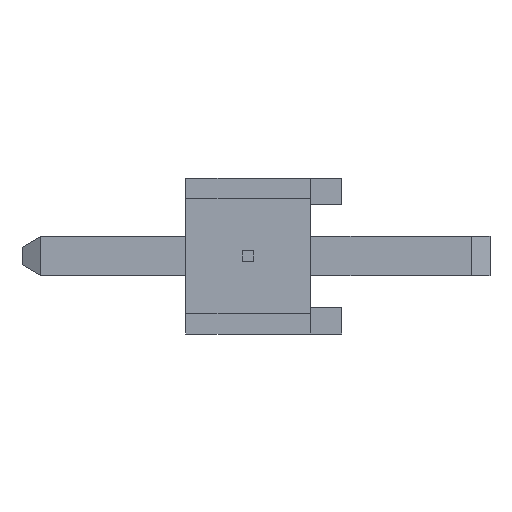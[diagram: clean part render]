
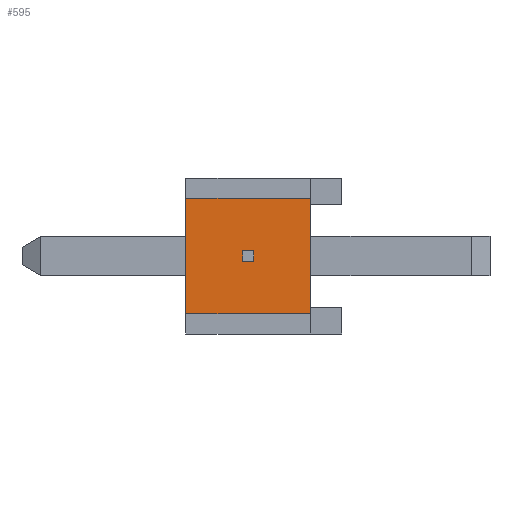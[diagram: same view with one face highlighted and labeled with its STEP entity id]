
A CAD part, left-side view. The second image highlights one B-rep face of the part: STEP entity #595.
In plain terms, the highlighted planar face has unit normal (-1, 0, 0).
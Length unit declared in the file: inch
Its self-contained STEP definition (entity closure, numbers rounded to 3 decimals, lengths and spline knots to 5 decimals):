
#595 = ADVANCED_FACE( '', ( #1221, #1222 ), #1223, .F. );
#1221 = FACE_BOUND( '', #1873, .T. );
#1222 = FACE_OUTER_BOUND( '', #1874, .T. );
#1223 = PLANE( '', #1875 );
#1873 = EDGE_LOOP( '', ( #3491, #3492, #3493, #3494 ) );
#1874 = EDGE_LOOP( '', ( #3495, #3496, #3497, #3498 ) );
#1875 = AXIS2_PLACEMENT_3D( '', #3499, #3500, #3501 );
#3491 = ORIENTED_EDGE( '', *, *, #4526, .F. );
#3492 = ORIENTED_EDGE( '', *, *, #4567, .F. );
#3493 = ORIENTED_EDGE( '', *, *, #4571, .F. );
#3494 = ORIENTED_EDGE( '', *, *, #4572, .F. );
#3495 = ORIENTED_EDGE( '', *, *, #4182, .F. );
#3496 = ORIENTED_EDGE( '', *, *, #4573, .F. );
#3497 = ORIENTED_EDGE( '', *, *, #4036, .F. );
#3498 = ORIENTED_EDGE( '', *, *, #4556, .F. );
#3499 = CARTESIAN_POINT( '', ( -0.192, 0., 0. ) );
#3500 = DIRECTION( '', ( 1., 0., 0. ) );
#3501 = DIRECTION( '', ( 0., 0., -1. ) );
#4036 = EDGE_CURVE( '', #4872, #4873, #4874, .T. );
#4182 = EDGE_CURVE( '', #5116, #5118, #5119, .T. );
#4526 = EDGE_CURVE( '', #5589, #5591, #5592, .T. );
#4556 = EDGE_CURVE( '', #5118, #4872, #5624, .T. );
#4567 = EDGE_CURVE( '', #5634, #5589, #5636, .T. );
#4571 = EDGE_CURVE( '', #5640, #5634, #5641, .T. );
#4572 = EDGE_CURVE( '', #5591, #5640, #5642, .T. );
#4573 = EDGE_CURVE( '', #4873, #5116, #5643, .T. );
#4872 = VERTEX_POINT( '', #6053 );
#4873 = VERTEX_POINT( '', #6054 );
#4874 = LINE( '', #6055, #6056 );
#5116 = VERTEX_POINT( '', #6413 );
#5118 = VERTEX_POINT( '', #6416 );
#5119 = LINE( '', #6417, #6418 );
#5589 = VERTEX_POINT( '', #7142 );
#5591 = VERTEX_POINT( '', #7145 );
#5592 = LINE( '', #7146, #7147 );
#5624 = LINE( '', #7195, #7196 );
#5634 = VERTEX_POINT( '', #7210 );
#5636 = LINE( '', #7213, #7214 );
#5640 = VERTEX_POINT( '', #7219 );
#5641 = LINE( '', #7220, #7221 );
#5642 = LINE( '', #7222, #7223 );
#5643 = LINE( '', #7224, #7225 );
#6053 = CARTESIAN_POINT( '', ( -0.192, 0.1, -0.037 ) );
#6054 = CARTESIAN_POINT( '', ( -0.192, 0.1, 0.037 ) );
#6055 = CARTESIAN_POINT( '', ( -0.192, 0.1, -0.037 ) );
#6056 = VECTOR( '', #7424, 39.37008 );
#6413 = CARTESIAN_POINT( '', ( -0.192, 0.02, 0.037 ) );
#6416 = CARTESIAN_POINT( '', ( -0.192, 0.02, -0.037 ) );
#6417 = CARTESIAN_POINT( '', ( -0.192, 0.02, 0. ) );
#6418 = VECTOR( '', #7541, 39.37008 );
#7142 = CARTESIAN_POINT( '', ( -0.192, 0.06353, 0.00339 ) );
#7145 = CARTESIAN_POINT( '', ( -0.192, 0.06353, -0.00339 ) );
#7146 = CARTESIAN_POINT( '', ( -0.192, 0.06353, 0. ) );
#7147 = VECTOR( '', #7797, 39.37008 );
#7195 = CARTESIAN_POINT( '', ( -0.192, 0., -0.037 ) );
#7196 = VECTOR( '', #7814, 39.37008 );
#7210 = CARTESIAN_POINT( '', ( -0.192, 0.05647, 0.00339 ) );
#7213 = CARTESIAN_POINT( '', ( -0.192, 0., 0.00339 ) );
#7214 = VECTOR( '', #7820, 39.37008 );
#7219 = CARTESIAN_POINT( '', ( -0.192, 0.05647, -0.00339 ) );
#7220 = CARTESIAN_POINT( '', ( -0.192, 0.05647, 0. ) );
#7221 = VECTOR( '', #7822, 39.37008 );
#7222 = CARTESIAN_POINT( '', ( -0.192, 0., -0.00339 ) );
#7223 = VECTOR( '', #7823, 39.37008 );
#7224 = CARTESIAN_POINT( '', ( -0.192, 0.1, 0.037 ) );
#7225 = VECTOR( '', #7824, 39.37008 );
#7424 = DIRECTION( '', ( 0., 0., 1. ) );
#7541 = DIRECTION( '', ( 0., 0., -1. ) );
#7797 = DIRECTION( '', ( 0., 0., -1. ) );
#7814 = DIRECTION( '', ( 0., 1., 0. ) );
#7820 = DIRECTION( '', ( 0., 1., 0. ) );
#7822 = DIRECTION( '', ( 0., 0., 1. ) );
#7823 = DIRECTION( '', ( 0., -1., 0. ) );
#7824 = DIRECTION( '', ( 0., -1., 0. ) );
